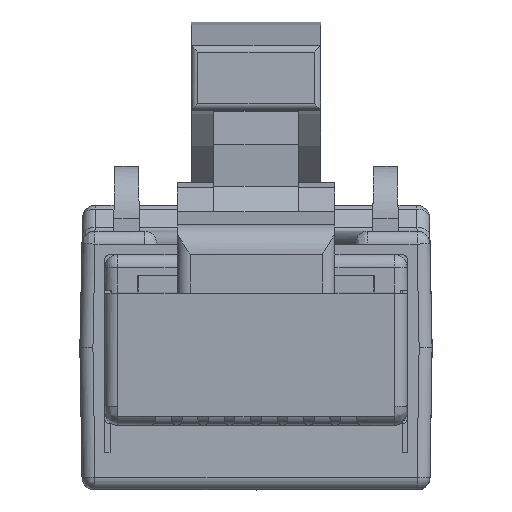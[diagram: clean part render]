
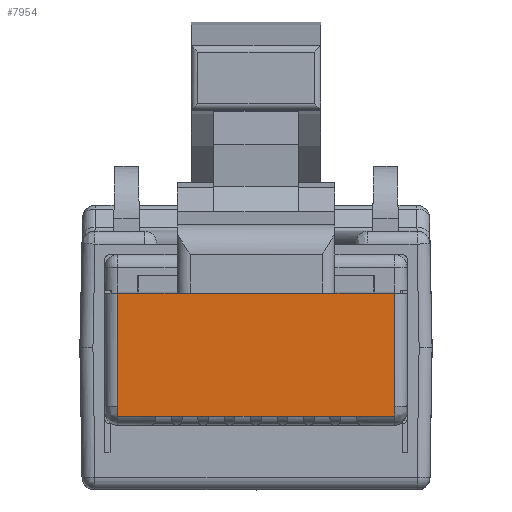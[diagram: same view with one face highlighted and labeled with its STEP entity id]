
A CAD part, front view. The second image highlights one B-rep face of the part: STEP entity #7954.
In plain terms, the highlighted planar face has unit normal (0, -0.999, -0.035).
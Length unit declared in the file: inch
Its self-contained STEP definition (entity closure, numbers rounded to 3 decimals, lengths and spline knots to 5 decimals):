
#25 = AXIS2_PLACEMENT_3D ( 'NONE', #10348, #4828, #478 ) ;
#478 = DIRECTION ( 'NONE',  ( 0., -0.035, 0.999 ) ) ;
#495 = CARTESIAN_POINT ( 'NONE',  ( 0.21024, -0.52733, -0.08449 ) ) ;
#568 = EDGE_CURVE ( 'NONE', #1958, #11509, #3438, .T. ) ;
#622 = VERTEX_POINT ( 'NONE', #3551 ) ;
#675 = LINE ( 'NONE', #4377, #9293 ) ;
#789 = DIRECTION ( 'NONE',  ( -1., 0., 0. ) ) ;
#1116 = EDGE_CURVE ( 'NONE', #622, #8066, #6799, .T. ) ;
#1227 = CARTESIAN_POINT ( 'NONE',  ( 0.21024, -0.52786, -0.06955 ) ) ;
#1677 = CARTESIAN_POINT ( 'NONE',  ( -0.21024, -0.53386, 0.10236 ) ) ;
#1688 = DIRECTION ( 'NONE',  ( 0., -0.035, 0.999 ) ) ;
#1777 = CARTESIAN_POINT ( 'NONE',  ( -0.12008, -0.53386, 0.10236 ) ) ;
#1958 = VERTEX_POINT ( 'NONE', #1227 ) ;
#2042 = CARTESIAN_POINT ( 'NONE',  ( 0.21024, -0.52786, -0.06955 ) ) ;
#2096 = CARTESIAN_POINT ( 'NONE',  ( 0.21024, -0.53386, 0.10236 ) ) ;
#2221 = CARTESIAN_POINT ( 'NONE',  ( 0.21024, -0.52986, -0.01224 ) ) ;
#2357 = EDGE_CURVE ( 'NONE', #7769, #7391, #11215, .T. ) ;
#2523 = VECTOR ( 'NONE', #1688, 39.37008 ) ;
#3274 = LINE ( 'NONE', #1677, #7946 ) ;
#3418 = PLANE ( 'NONE',  #25 ) ;
#3438 = LINE ( 'NONE', #7004, #7799 ) ;
#3551 = CARTESIAN_POINT ( 'NONE',  ( -0.21024, -0.52733, -0.08449 ) ) ;
#3657 = VECTOR ( 'NONE', #5751, 39.37008 ) ;
#3908 = EDGE_CURVE ( 'NONE', #7391, #10711, #6738, .T. ) ;
#4013 = ORIENTED_EDGE ( 'NONE', *, *, #9984, .F. ) ;
#4232 = DIRECTION ( 'NONE',  ( 0., -0.035, 0.999 ) ) ;
#4292 = EDGE_CURVE ( 'NONE', #8066, #4780, #10576, .T. ) ;
#4377 = CARTESIAN_POINT ( 'NONE',  ( 0., -0.52733, -0.08449 ) ) ;
#4568 = CARTESIAN_POINT ( 'NONE',  ( -0.21024, -0.52786, -0.06955 ) ) ;
#4780 = VERTEX_POINT ( 'NONE', #5008 ) ;
#4828 = DIRECTION ( 'NONE',  ( 0., 0.999, 0.035 ) ) ;
#4985 = EDGE_LOOP ( 'NONE', ( #8057, #9233, #11190, #9182, #8573, #4013, #6943, #10412 ) ) ;
#5008 = CARTESIAN_POINT ( 'NONE',  ( -0.21024, -0.53386, 0.10236 ) ) ;
#5069 = B_SPLINE_CURVE_WITH_KNOTS ( 'NONE', 3,
 ( #8333, #11226, #2221, #2042 ),
 .UNSPECIFIED., .F., .F.,
 ( 4, 4 ),
 ( 0., 1. ),
 .UNSPECIFIED. ) ;
#5751 = DIRECTION ( 'NONE',  ( 1., 0., 0. ) ) ;
#5873 = DIRECTION ( 'NONE',  ( 1., 0., 0. ) ) ;
#6104 = EDGE_CURVE ( 'NONE', #10711, #1958, #5069, .T. ) ;
#6371 = VECTOR ( 'NONE', #5873, 39.37008 ) ;
#6418 = CARTESIAN_POINT ( 'NONE',  ( -0.21024, -0.52773, -0.07299 ) ) ;
#6546 = EDGE_CURVE ( 'NONE', #4780, #7769, #3274, .T. ) ;
#6738 = LINE ( 'NONE', #8323, #6371 ) ;
#6799 = LINE ( 'NONE', #10385, #9910 ) ;
#6943 = ORIENTED_EDGE ( 'NONE', *, *, #568, .F. ) ;
#7004 = CARTESIAN_POINT ( 'NONE',  ( 0.21024, -0.52786, -0.06955 ) ) ;
#7391 = VERTEX_POINT ( 'NONE', #10173 ) ;
#7769 = VERTEX_POINT ( 'NONE', #1777 ) ;
#7799 = VECTOR ( 'NONE', #8943, 39.37008 ) ;
#7946 = VECTOR ( 'NONE', #10567, 39.37008 ) ;
#7954 = ADVANCED_FACE ( 'NONE', ( #8527 ), #3418, .F. ) ;
#8057 = ORIENTED_EDGE ( 'NONE', *, *, #3908, .F. ) ;
#8066 = VERTEX_POINT ( 'NONE', #4568 ) ;
#8323 = CARTESIAN_POINT ( 'NONE',  ( 0., -0.53386, 0.10236 ) ) ;
#8333 = CARTESIAN_POINT ( 'NONE',  ( 0.21024, -0.53386, 0.10236 ) ) ;
#8497 = CARTESIAN_POINT ( 'NONE',  ( 0., -0.53386, 0.10236 ) ) ;
#8527 = FACE_OUTER_BOUND ( 'NONE', #4985, .T. ) ;
#8573 = ORIENTED_EDGE ( 'NONE', *, *, #1116, .F. ) ;
#8943 = DIRECTION ( 'NONE',  ( 0., 0.035, -0.999 ) ) ;
#9182 = ORIENTED_EDGE ( 'NONE', *, *, #4292, .F. ) ;
#9233 = ORIENTED_EDGE ( 'NONE', *, *, #2357, .F. ) ;
#9293 = VECTOR ( 'NONE', #789, 39.37008 ) ;
#9910 = VECTOR ( 'NONE', #4232, 39.37008 ) ;
#9984 = EDGE_CURVE ( 'NONE', #11509, #622, #675, .T. ) ;
#10173 = CARTESIAN_POINT ( 'NONE',  ( 0.12008, -0.53386, 0.10236 ) ) ;
#10348 = CARTESIAN_POINT ( 'NONE',  ( 0., -0.53086, 0.01641 ) ) ;
#10385 = CARTESIAN_POINT ( 'NONE',  ( -0.21024, -0.53086, 0.01641 ) ) ;
#10412 = ORIENTED_EDGE ( 'NONE', *, *, #6104, .F. ) ;
#10567 = DIRECTION ( 'NONE',  ( 1., 0., 0. ) ) ;
#10576 = LINE ( 'NONE', #6418, #2523 ) ;
#10711 = VERTEX_POINT ( 'NONE', #2096 ) ;
#11190 = ORIENTED_EDGE ( 'NONE', *, *, #6546, .F. ) ;
#11215 = LINE ( 'NONE', #8497, #3657 ) ;
#11226 = CARTESIAN_POINT ( 'NONE',  ( 0.21024, -0.53186, 0.04506 ) ) ;
#11509 = VERTEX_POINT ( 'NONE', #495 ) ;
